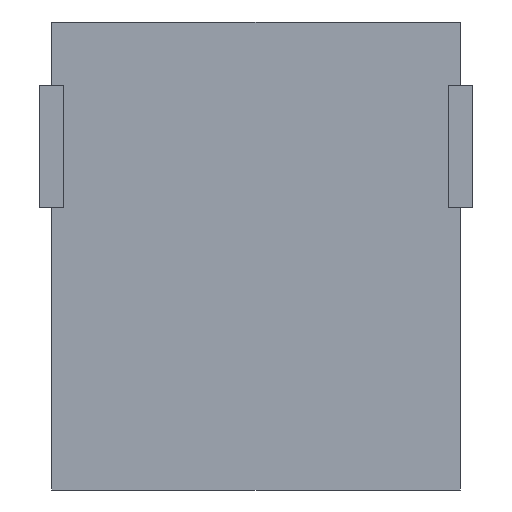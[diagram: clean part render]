
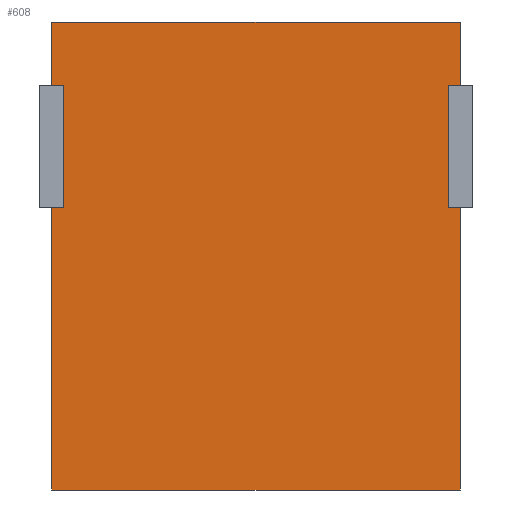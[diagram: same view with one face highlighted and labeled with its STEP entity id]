
A CAD part, front view. The second image highlights one B-rep face of the part: STEP entity #608.
In plain terms, the highlighted planar face has unit normal (0, -1, 0).
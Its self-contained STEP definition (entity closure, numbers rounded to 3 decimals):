
#3 = ORIENTED_EDGE ( 'NONE', *, *, #550, .T. ) ;
#5 = CARTESIAN_POINT ( 'NONE',  ( -4.725, 0., 0. ) ) ;
#10 = EDGE_CURVE ( 'NONE', #363, #58, #284, .T. ) ;
#14 = ORIENTED_EDGE ( 'NONE', *, *, #301, .T. ) ;
#17 = VERTEX_POINT ( 'NONE', #634 ) ;
#19 = VECTOR ( 'NONE', #586, 1000. ) ;
#36 = DIRECTION ( 'NONE',  ( 1., 0., 0. ) ) ;
#43 = CARTESIAN_POINT ( 'NONE',  ( -5.025, 0., 1.2 ) ) ;
#46 = EDGE_CURVE ( 'NONE', #58, #368, #149, .T. ) ;
#47 = CARTESIAN_POINT ( 'NONE',  ( -5.025, 0., 5.75 ) ) ;
#57 = EDGE_CURVE ( 'NONE', #522, #17, #195, .T. ) ;
#58 = VERTEX_POINT ( 'NONE', #250 ) ;
#59 = EDGE_CURVE ( 'NONE', #549, #543, #541, .T. ) ;
#74 = VECTOR ( 'NONE', #600, 1000. ) ;
#83 = AXIS2_PLACEMENT_3D ( 'NONE', #621, #309, #551 ) ;
#87 = DIRECTION ( 'NONE',  ( 0., 0., 1. ) ) ;
#92 = VERTEX_POINT ( 'NONE', #344 ) ;
#95 = LINE ( 'NONE', #172, #285 ) ;
#108 = CARTESIAN_POINT ( 'NONE',  ( 5.025, 0., 0. ) ) ;
#113 = VECTOR ( 'NONE', #421, 1000. ) ;
#121 = VECTOR ( 'NONE', #183, 1000. ) ;
#126 = VERTEX_POINT ( 'NONE', #493 ) ;
#146 = ORIENTED_EDGE ( 'NONE', *, *, #383, .T. ) ;
#149 = LINE ( 'NONE', #108, #268 ) ;
#172 = CARTESIAN_POINT ( 'NONE',  ( -5.025, 0., 0. ) ) ;
#183 = DIRECTION ( 'NONE',  ( -1., 0., 0. ) ) ;
#194 = LINE ( 'NONE', #502, #376 ) ;
#195 = LINE ( 'NONE', #295, #74 ) ;
#197 = DIRECTION ( 'NONE',  ( 0., 0., 1. ) ) ;
#222 = ORIENTED_EDGE ( 'NONE', *, *, #10, .T. ) ;
#228 = CARTESIAN_POINT ( 'NONE',  ( 5.025, 0., 4.2 ) ) ;
#229 = DIRECTION ( 'NONE',  ( 0., 0., 1. ) ) ;
#232 = ORIENTED_EDGE ( 'NONE', *, *, #46, .T. ) ;
#247 = DIRECTION ( 'NONE',  ( 0., 0., 1. ) ) ;
#250 = CARTESIAN_POINT ( 'NONE',  ( 5.025, 0., -5.75 ) ) ;
#263 = PLANE ( 'NONE',  #83 ) ;
#268 = VECTOR ( 'NONE', #247, 1000. ) ;
#274 = VECTOR ( 'NONE', #229, 1000. ) ;
#275 = ORIENTED_EDGE ( 'NONE', *, *, #299, .F. ) ;
#284 = LINE ( 'NONE', #584, #113 ) ;
#285 = VECTOR ( 'NONE', #87, 1000. ) ;
#295 = CARTESIAN_POINT ( 'NONE',  ( 0., 0., 5.75 ) ) ;
#299 = EDGE_CURVE ( 'NONE', #92, #368, #514, .T. ) ;
#301 = EDGE_CURVE ( 'NONE', #549, #379, #517, .T. ) ;
#302 = LINE ( 'NONE', #595, #19 ) ;
#303 = EDGE_CURVE ( 'NONE', #126, #620, #622, .T. ) ;
#309 = DIRECTION ( 'NONE',  ( 0., 1., 0. ) ) ;
#324 = LINE ( 'NONE', #415, #386 ) ;
#325 = CARTESIAN_POINT ( 'NONE',  ( -5.025, 0., -5.75 ) ) ;
#330 = LINE ( 'NONE', #619, #274 ) ;
#344 = CARTESIAN_POINT ( 'NONE',  ( 4.725, 0., 1.2 ) ) ;
#348 = EDGE_CURVE ( 'NONE', #363, #379, #95, .T. ) ;
#351 = ORIENTED_EDGE ( 'NONE', *, *, #530, .F. ) ;
#357 = ORIENTED_EDGE ( 'NONE', *, *, #59, .F. ) ;
#359 = CARTESIAN_POINT ( 'NONE',  ( 0., 0., 1.2 ) ) ;
#363 = VERTEX_POINT ( 'NONE', #325 ) ;
#368 = VERTEX_POINT ( 'NONE', #474 ) ;
#376 = VECTOR ( 'NONE', #197, 1000. ) ;
#379 = VERTEX_POINT ( 'NONE', #43 ) ;
#383 = EDGE_CURVE ( 'NONE', #92, #126, #330, .T. ) ;
#386 = VECTOR ( 'NONE', #411, 1000. ) ;
#387 = VERTEX_POINT ( 'NONE', #527 ) ;
#403 = ORIENTED_EDGE ( 'NONE', *, *, #303, .T. ) ;
#411 = DIRECTION ( 'NONE',  ( -1., 0., 0. ) ) ;
#415 = CARTESIAN_POINT ( 'NONE',  ( 0., 0., 4.2 ) ) ;
#421 = DIRECTION ( 'NONE',  ( 1., 0., 0. ) ) ;
#426 = DIRECTION ( 'NONE',  ( 1., 0., 0. ) ) ;
#453 = VECTOR ( 'NONE', #426, 1000. ) ;
#467 = ORIENTED_EDGE ( 'NONE', *, *, #57, .F. ) ;
#474 = CARTESIAN_POINT ( 'NONE',  ( 5.025, 0., 1.2 ) ) ;
#493 = CARTESIAN_POINT ( 'NONE',  ( 4.725, 0., 4.2 ) ) ;
#502 = CARTESIAN_POINT ( 'NONE',  ( 5.025, 0., 0. ) ) ;
#514 = LINE ( 'NONE', #359, #453 ) ;
#517 = LINE ( 'NONE', #578, #121 ) ;
#519 = FACE_OUTER_BOUND ( 'NONE', #560, .T. ) ;
#522 = VERTEX_POINT ( 'NONE', #47 ) ;
#527 = CARTESIAN_POINT ( 'NONE',  ( -5.025, 0., 4.2 ) ) ;
#530 = EDGE_CURVE ( 'NONE', #387, #522, #302, .T. ) ;
#531 = CARTESIAN_POINT ( 'NONE',  ( 0., 0., 4.2 ) ) ;
#532 = VECTOR ( 'NONE', #36, 1000. ) ;
#535 = DIRECTION ( 'NONE',  ( 0., 0., 1. ) ) ;
#536 = CARTESIAN_POINT ( 'NONE',  ( -4.725, 0., 1.2 ) ) ;
#541 = LINE ( 'NONE', #5, #553 ) ;
#543 = VERTEX_POINT ( 'NONE', #640 ) ;
#546 = ORIENTED_EDGE ( 'NONE', *, *, #603, .F. ) ;
#549 = VERTEX_POINT ( 'NONE', #536 ) ;
#550 = EDGE_CURVE ( 'NONE', #620, #17, #194, .T. ) ;
#551 = DIRECTION ( 'NONE',  ( 0., 0., 1. ) ) ;
#553 = VECTOR ( 'NONE', #535, 1000. ) ;
#560 = EDGE_LOOP ( 'NONE', ( #275, #146, #403, #3, #467, #351, #546, #357, #14, #638, #222, #232 ) ) ;
#578 = CARTESIAN_POINT ( 'NONE',  ( 0., 0., 1.2 ) ) ;
#584 = CARTESIAN_POINT ( 'NONE',  ( 0., 0., -5.75 ) ) ;
#586 = DIRECTION ( 'NONE',  ( 0., 0., 1. ) ) ;
#595 = CARTESIAN_POINT ( 'NONE',  ( -5.025, 0., 0. ) ) ;
#600 = DIRECTION ( 'NONE',  ( 1., 0., 0. ) ) ;
#603 = EDGE_CURVE ( 'NONE', #543, #387, #324, .T. ) ;
#608 = ADVANCED_FACE ( 'NONE', ( #519 ), #263, .F. ) ;
#619 = CARTESIAN_POINT ( 'NONE',  ( 4.725, 0., 0. ) ) ;
#620 = VERTEX_POINT ( 'NONE', #228 ) ;
#621 = CARTESIAN_POINT ( 'NONE',  ( 0., 0., 0. ) ) ;
#622 = LINE ( 'NONE', #531, #532 ) ;
#634 = CARTESIAN_POINT ( 'NONE',  ( 5.025, 0., 5.75 ) ) ;
#638 = ORIENTED_EDGE ( 'NONE', *, *, #348, .F. ) ;
#640 = CARTESIAN_POINT ( 'NONE',  ( -4.725, 0., 4.2 ) ) ;
